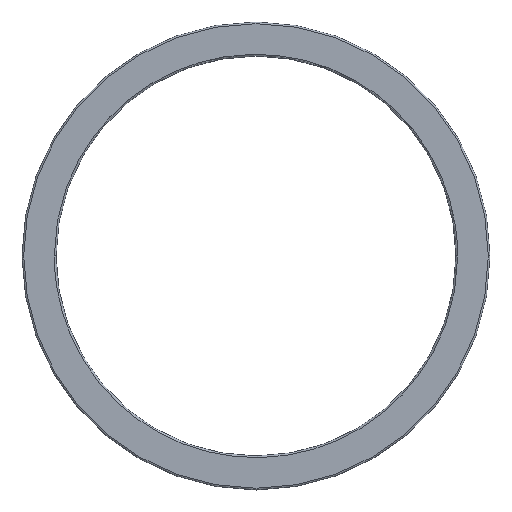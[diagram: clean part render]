
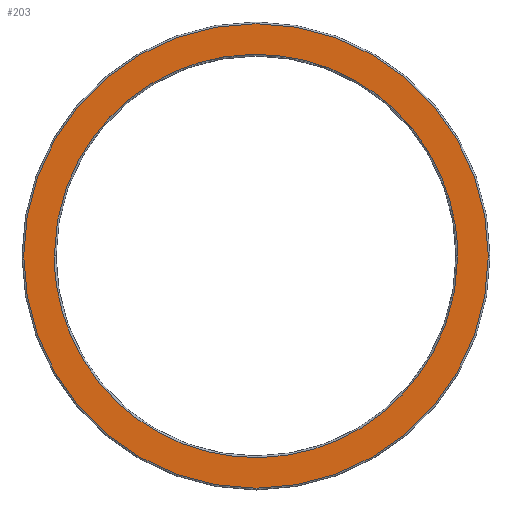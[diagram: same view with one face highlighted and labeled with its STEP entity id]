
A CAD part, top view. The second image highlights one B-rep face of the part: STEP entity #203.
In plain terms, the highlighted planar face has unit normal (0, 0, 1).
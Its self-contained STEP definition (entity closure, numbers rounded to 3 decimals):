
#54=AXIS2_PLACEMENT_3D('Circle Axis2P3D',#52,#53,$) ;
#123=AXIS2_PLACEMENT_3D('Circle Axis2P3D',#121,#122,$) ;
#137=AXIS2_PLACEMENT_3D('Plane Axis2P3D',#134,#135,#136) ;
#49=CARTESIAN_POINT('Vertex',(0.2,27.5,3.)) ;
#52=CARTESIAN_POINT('Axis2P3D Location',(27.5,27.5,3.)) ;
#56=CARTESIAN_POINT('Vertex',(54.8,27.5,3.)) ;
#121=CARTESIAN_POINT('Axis2P3D Location',(27.5,27.5,3.)) ;
#134=CARTESIAN_POINT('Axis2P3D Location',(27.5,27.5,3.)) ;
#144=CARTESIAN_POINT('Control Point',(51.2,27.5,3.)) ;
#145=CARTESIAN_POINT('Control Point',(51.2,25.354,3.)) ;
#146=CARTESIAN_POINT('Control Point',(50.957,23.207,3.)) ;
#147=CARTESIAN_POINT('Control Point',(50.471,21.097,3.)) ;
#148=CARTESIAN_POINT('Control Point',(49.03,17.024,3.)) ;
#149=CARTESIAN_POINT('Control Point',(46.715,13.377,3.)) ;
#150=CARTESIAN_POINT('Control Point',(45.354,11.692,3.)) ;
#151=CARTESIAN_POINT('Control Point',(42.277,8.661,3.)) ;
#152=CARTESIAN_POINT('Control Point',(38.599,6.394,3.)) ;
#153=CARTESIAN_POINT('Control Point',(36.639,5.474,3.)) ;
#154=CARTESIAN_POINT('Control Point',(32.545,4.094,3.)) ;
#155=CARTESIAN_POINT('Control Point',(28.246,3.665,3.)) ;
#156=CARTESIAN_POINT('Control Point',(26.081,3.696,3.)) ;
#157=CARTESIAN_POINT('Control Point',(21.796,4.246,3.)) ;
#158=CARTESIAN_POINT('Control Point',(17.742,5.741,3.)) ;
#159=CARTESIAN_POINT('Control Point',(15.809,6.716,3.)) ;
#160=CARTESIAN_POINT('Control Point',(12.197,9.086,3.)) ;
#161=CARTESIAN_POINT('Control Point',(9.206,12.203,3.)) ;
#162=CARTESIAN_POINT('Control Point',(7.894,13.926,3.)) ;
#163=CARTESIAN_POINT('Control Point',(5.752,17.521,3.)) ;
#164=CARTESIAN_POINT('Control Point',(4.441,21.493,3.)) ;
#165=CARTESIAN_POINT('Control Point',(4.014,23.475,3.)) ;
#166=CARTESIAN_POINT('Control Point',(3.8,25.488,3.)) ;
#167=CARTESIAN_POINT('Control Point',(3.8,27.5,3.)) ;
#168=CARTESIAN_POINT('Vertex',(51.2,27.5,3.)) ;
#170=CARTESIAN_POINT('Vertex',(3.8,27.5,3.)) ;
#174=CARTESIAN_POINT('Control Point',(3.8,27.5,3.)) ;
#175=CARTESIAN_POINT('Control Point',(3.8,29.646,3.)) ;
#176=CARTESIAN_POINT('Control Point',(4.043,31.793,3.)) ;
#177=CARTESIAN_POINT('Control Point',(4.529,33.903,3.)) ;
#178=CARTESIAN_POINT('Control Point',(5.97,37.976,3.)) ;
#179=CARTESIAN_POINT('Control Point',(8.285,41.623,3.)) ;
#180=CARTESIAN_POINT('Control Point',(9.646,43.308,3.)) ;
#181=CARTESIAN_POINT('Control Point',(12.723,46.339,3.)) ;
#182=CARTESIAN_POINT('Control Point',(16.401,48.606,3.)) ;
#183=CARTESIAN_POINT('Control Point',(18.361,49.526,3.)) ;
#184=CARTESIAN_POINT('Control Point',(22.455,50.906,3.)) ;
#185=CARTESIAN_POINT('Control Point',(26.754,51.335,3.)) ;
#186=CARTESIAN_POINT('Control Point',(28.919,51.304,3.)) ;
#187=CARTESIAN_POINT('Control Point',(33.204,50.754,3.)) ;
#188=CARTESIAN_POINT('Control Point',(37.258,49.259,3.)) ;
#189=CARTESIAN_POINT('Control Point',(39.191,48.284,3.)) ;
#190=CARTESIAN_POINT('Control Point',(42.803,45.914,3.)) ;
#191=CARTESIAN_POINT('Control Point',(45.794,42.797,3.)) ;
#192=CARTESIAN_POINT('Control Point',(47.106,41.074,3.)) ;
#193=CARTESIAN_POINT('Control Point',(49.248,37.479,3.)) ;
#194=CARTESIAN_POINT('Control Point',(50.559,33.507,3.)) ;
#195=CARTESIAN_POINT('Control Point',(50.986,31.525,3.)) ;
#196=CARTESIAN_POINT('Control Point',(51.2,29.512,3.)) ;
#197=CARTESIAN_POINT('Control Point',(51.2,27.5,3.)) ;
#53=DIRECTION('Axis2P3D Direction',(0.,0.,1.)) ;
#122=DIRECTION('Axis2P3D Direction',(0.,0.,1.)) ;
#135=DIRECTION('Axis2P3D Direction',(0.,0.,1.)) ;
#136=DIRECTION('Axis2P3D XDirection',(1.,0.,0.)) ;
#140=ORIENTED_EDGE('',*,*,#58,.T.) ;
#141=ORIENTED_EDGE('',*,*,#125,.T.) ;
#200=ORIENTED_EDGE('',*,*,#172,.T.) ;
#201=ORIENTED_EDGE('',*,*,#198,.T.) ;
#202=FACE_BOUND('',#199,.T.) ;
#203=ADVANCED_FACE('Verrundung1',(#142,#202),#138,.T.) ;
#143=B_SPLINE_CURVE_WITH_KNOTS('',5,(#144,#145,#146,#147,#148,#149,#150,#151,#152,#153,#154,#155,#156,#157,#158,#159,#160,#161,#162,#163,#164,#165,#166,#167),.UNSPECIFIED.,.F.,.U.,(6,3,3,3,3,3,3,6),(0.,15.209,30.419,45.628,60.838,76.047,91.256,105.516),.UNSPECIFIED.) ;
#173=B_SPLINE_CURVE_WITH_KNOTS('',5,(#174,#175,#176,#177,#178,#179,#180,#181,#182,#183,#184,#185,#186,#187,#188,#189,#190,#191,#192,#193,#194,#195,#196,#197),.UNSPECIFIED.,.F.,.U.,(6,3,3,3,3,3,3,6),(0.,15.209,30.419,45.628,60.838,76.047,91.256,105.516),.UNSPECIFIED.) ;
#55=CIRCLE('generated circle',#54,27.3) ;
#124=CIRCLE('generated circle',#123,27.3) ;
#58=EDGE_CURVE('',#57,#50,#55,.T.) ;
#125=EDGE_CURVE('',#50,#57,#124,.T.) ;
#172=EDGE_CURVE('',#169,#171,#143,.T.) ;
#198=EDGE_CURVE('',#171,#169,#173,.T.) ;
#139=EDGE_LOOP('',(#140,#141)) ;
#199=EDGE_LOOP('',(#200,#201)) ;
#142=FACE_OUTER_BOUND('',#139,.T.) ;
#138=PLANE('',#137) ;
#50=VERTEX_POINT('',#49) ;
#57=VERTEX_POINT('',#56) ;
#169=VERTEX_POINT('',#168) ;
#171=VERTEX_POINT('',#170) ;
